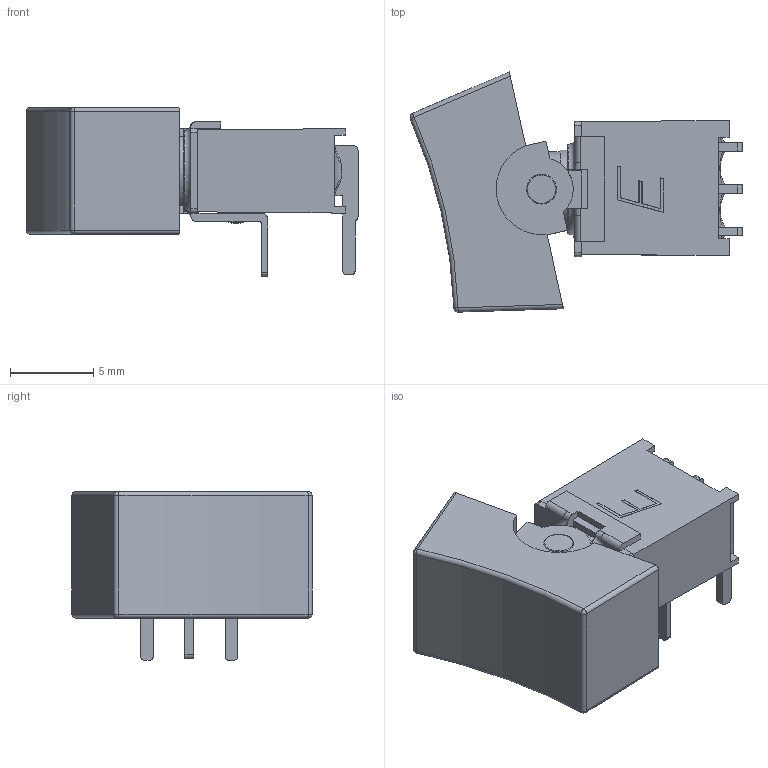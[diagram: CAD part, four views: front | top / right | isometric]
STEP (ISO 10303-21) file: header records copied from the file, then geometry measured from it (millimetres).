
FILE_DESCRIPTION(('FreeCAD Model'),'2;1');
FILE_NAME('E-Switch-400AWMSPxR1xxxM6xE.step','2018-04-25T12:44:02',('Author'),(''), 'Open CASCADE STEP processor 7.2','FreeCAD','Unknown');
FILE_SCHEMA(('AUTOMOTIVE_DESIGN { 1 0 10303 214 1 1 1 1 }'));
Length unit declared in the file: millimetre
Products named in the file (1): 400AWMSPxR1xxxM6xE
Bounding box: 19.96 x 14.43 x 10.16 mm (x, y, z)
Volume: 765.5 mm3; surface area: 1200.9 mm2
Topology: 1 solids, 1 shells, 220 faces, 616 edges, 400 vertices
Faces by surface type: plane 139, cylinder 55, bspline 14, torus 6, sphere 4, cone 2
Full cylindrical faces by diameter (mm): 3.5 x1
Entity records: 10068 total; most frequent: CARTESIAN_POINT 2855, ORIENTED_EDGE 1232, DIRECTION 1125, EDGE_CURVE 616, LINE 419, VECTOR 419, VERTEX_POINT 400, AXIS2_PLACEMENT_3D 353
